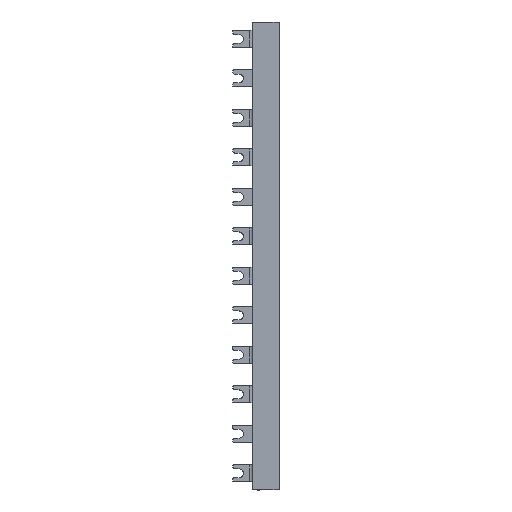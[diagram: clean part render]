
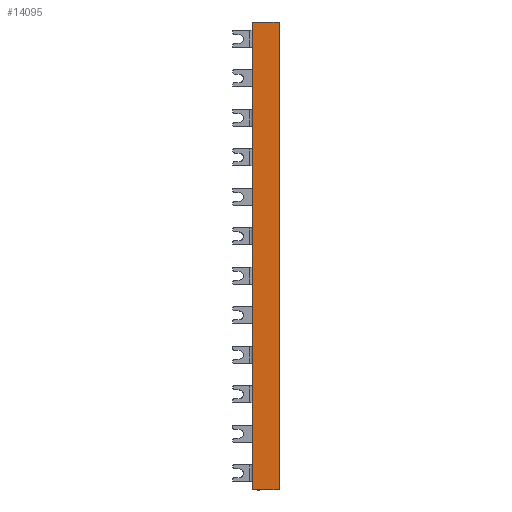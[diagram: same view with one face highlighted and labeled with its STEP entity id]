
A CAD part, left-side view. The second image highlights one B-rep face of the part: STEP entity #14095.
In plain terms, the highlighted planar face has unit normal (-0.999, 0.035, 0).
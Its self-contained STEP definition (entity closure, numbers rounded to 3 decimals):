
#10593=DIRECTION('',(-0.035,-0.999,0.));
#10594=VECTOR('',#10593,18.025);
#10595=CARTESIAN_POINT('',(-0.382,17.814,
0.));
#10596=LINE('',#10595,#10594);
#11270=DIRECTION('',(0.,0.,-1.));
#11271=VECTOR('',#11270,320.);
#11272=CARTESIAN_POINT('',(-1.011,-0.2,320.));
#11273=LINE('',#11272,#11271);
#11284=DIRECTION('',(0.,0.,-1.));
#11285=VECTOR('',#11284,320.);
#11286=CARTESIAN_POINT('',(-0.382,17.814,320.));
#11287=LINE('',#11286,#11285);
#11464=DIRECTION('',(0.035,0.999,0.));
#11465=VECTOR('',#11464,18.025);
#11466=CARTESIAN_POINT('',(-1.011,-0.2,320.));
#11467=LINE('',#11466,#11465);
#13036=CARTESIAN_POINT('',(-0.382,17.814,
0.));
#13037=VERTEX_POINT('',#13036);
#13038=CARTESIAN_POINT('',(-1.011,-0.2,
0.));
#13039=VERTEX_POINT('',#13038);
#13231=CARTESIAN_POINT('',(-1.011,-0.2,320.));
#13232=VERTEX_POINT('',#13231);
#13233=CARTESIAN_POINT('',(-0.382,17.814,320.));
#13234=VERTEX_POINT('',#13233);
#14082=CARTESIAN_POINT('',(-1.003,0.035,320.));
#14083=DIRECTION('',(-0.999,0.035,0.));
#14084=DIRECTION('',(-0.035,-0.999,0.));
#14085=AXIS2_PLACEMENT_3D('',#14082,#14083,#14084);
#14086=PLANE('',#14085);
#14087=ORIENTED_EDGE('',*,*,#13514,.F.);
#14089=ORIENTED_EDGE('',*,*,#14088,.F.);
#14091=ORIENTED_EDGE('',*,*,#14090,.F.);
#14092=ORIENTED_EDGE('',*,*,#14067,.T.);
#14093=EDGE_LOOP('',(#14087,#14089,#14091,#14092));
#14094=FACE_OUTER_BOUND('',#14093,.F.);
#13514=EDGE_CURVE('',#13037,#13039,#10596,.T.);
#14067=EDGE_CURVE('',#13232,#13039,#11273,.T.);
#14088=EDGE_CURVE('',#13234,#13037,#11287,.T.);
#14090=EDGE_CURVE('',#13232,#13234,#11467,.T.);
#14095=ADVANCED_FACE('',(#14094),#14086,.T.);
